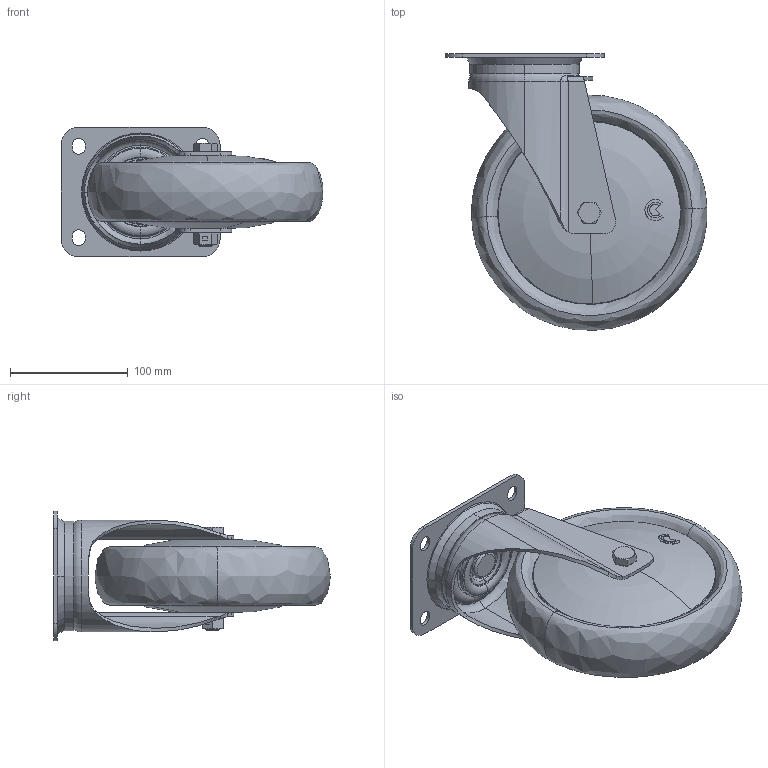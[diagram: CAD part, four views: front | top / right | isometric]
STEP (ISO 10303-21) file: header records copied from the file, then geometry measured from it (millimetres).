
FILE_DESCRIPTION (( 'STEP AP214' ), '1' );
FILE_NAME ('0055732.step', '2023-09-28T08:35:55', ( '' ), ( '' ), 'SwSTEP 2.0', 'SolidWorks 2020', '' );
FILE_SCHEMA (( 'AUTOMOTIVE_DESIGN' ));
Length unit declared in the file: millimetre
Products named in the file (1): 0055732
Bounding box: 222.42 x 234.92 x 110 mm (x, y, z)
Volume: 1023950.1 mm3; surface area: 387863.6 mm2
Topology: 30 solids, 30 shells, 595 faces, 1275 edges, 739 vertices
Faces by surface type: torus 212, plane 119, cone 100, cylinder 98, bspline 42, sphere 24
Entity records: 26464 total; most frequent: CARTESIAN_POINT 6888, DIRECTION 2903, ORIENTED_EDGE 2454, AXIS2_PLACEMENT_3D 1291, EDGE_CURVE 1227, CIRCLE 737, VERTEX_POINT 715, EDGE_LOOP 654
